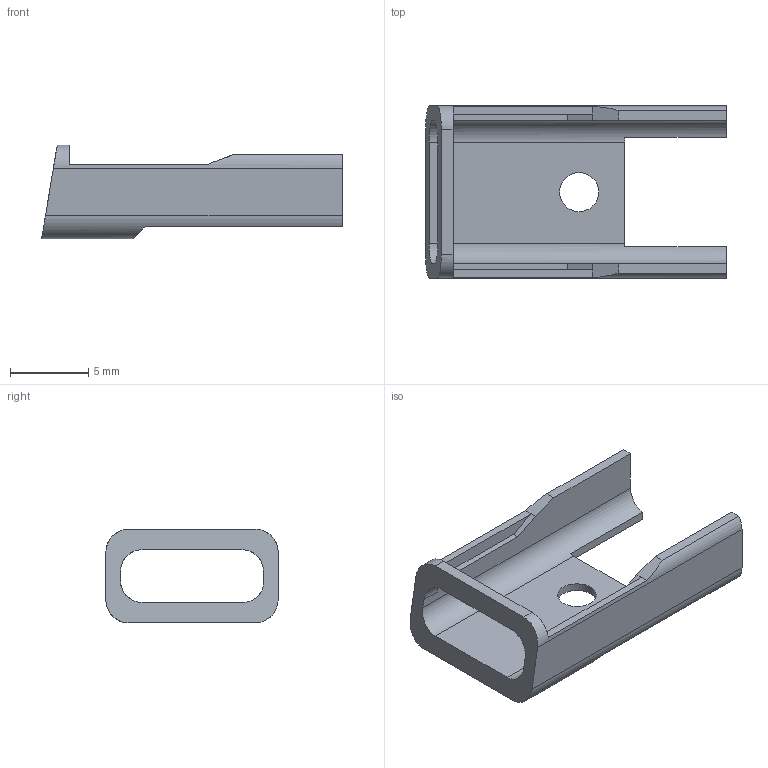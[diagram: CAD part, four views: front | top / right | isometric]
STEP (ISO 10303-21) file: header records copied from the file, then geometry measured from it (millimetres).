
FILE_DESCRIPTION(/* description */ (''),/* implementation_level */ '2;1');
FILE_NAME(/* name */ 'spacemouse-usbc v22.step',/* time_stamp */ '2024-10-29T17:38:52+01:00',/* author */ (''),/* organization */ (''),/* preprocessor_version */ 'ST-DEVELOPER v20',/* originating_system */ 'Autodesk Translation Framework v13.20.0.188',/* authorisation */ '');
FILE_SCHEMA (('AUTOMOTIVE_DESIGN { 1 0 10303 214 3 1 1 }'));
Length unit declared in the file: millimetre
Products named in the file (1): spacemouse-usbc
Bounding box: 19.2 x 11 x 6 mm (x, y, z)
Volume: 279.3 mm3; surface area: 682.1 mm2
Topology: 1 solids, 1 shells, 40 faces, 113 edges, 74 vertices
Faces by surface type: plane 31, cylinder 9
Full cylindrical faces by diameter (mm): 2.5 x1
Entity records: 1321 total; most frequent: CARTESIAN_POINT 228, ORIENTED_EDGE 226, DIRECTION 221, EDGE_CURVE 113, LINE 87, VECTOR 87, VERTEX_POINT 74, AXIS2_PLACEMENT_3D 67
